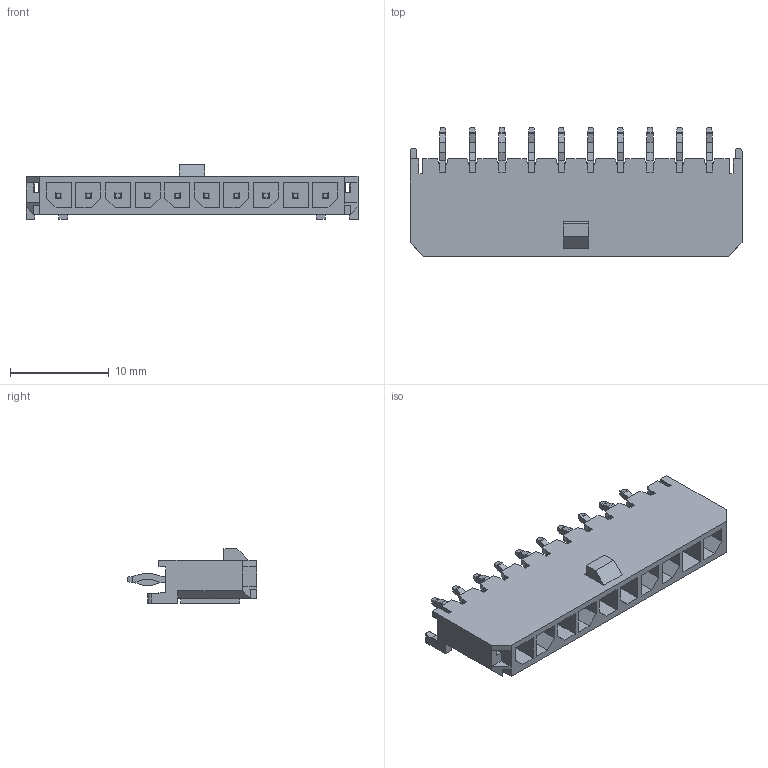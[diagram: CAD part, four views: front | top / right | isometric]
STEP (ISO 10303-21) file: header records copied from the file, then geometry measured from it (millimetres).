
FILE_DESCRIPTION(/* description */ ('Unknown'),/* implementation_level */ '2;1');
FILE_NAME(/* name */ '66201011124',/* time_stamp */ '2022-08-26T14:18:47+02:00',/* author */ ('Unknown'),/* organization */ ('Unknown'),/* preprocessor_version */ 'ST-DEVELOPER v16.7',/* originating_system */ 'Solid Edge',/* authorisation */ 'Unknown');
FILE_SCHEMA (('AUTOMOTIVE_DESIGN {1 0 10303 214 3 1 1}'));
Length unit declared in the file: millimetre
Products named in the file (3): 6620xx11124; 66201011122; 6620xx11124_PIN
Assembly tree (11 placements, depth 2):
  6620xx11124
    66201011122
    6620xx11124_PIN  x10
Bounding box: 33.65 x 13.08 x 5.57 mm (x, y, z)
Volume: 789 mm3; surface area: 2179.7 mm2
Topology: 11 solids, 11 shells, 595 faces, 1564 edges, 986 vertices
Faces by surface type: plane 592, cylinder 3
Entity records: 11768 total; most frequent: CARTESIAN_POINT 2059, ORIENTED_EDGE 2048, DIRECTION 1776, EDGE_CURVE 1024, LINE 1018, VECTOR 1018, VERTEX_POINT 662, EDGE_LOOP 384
